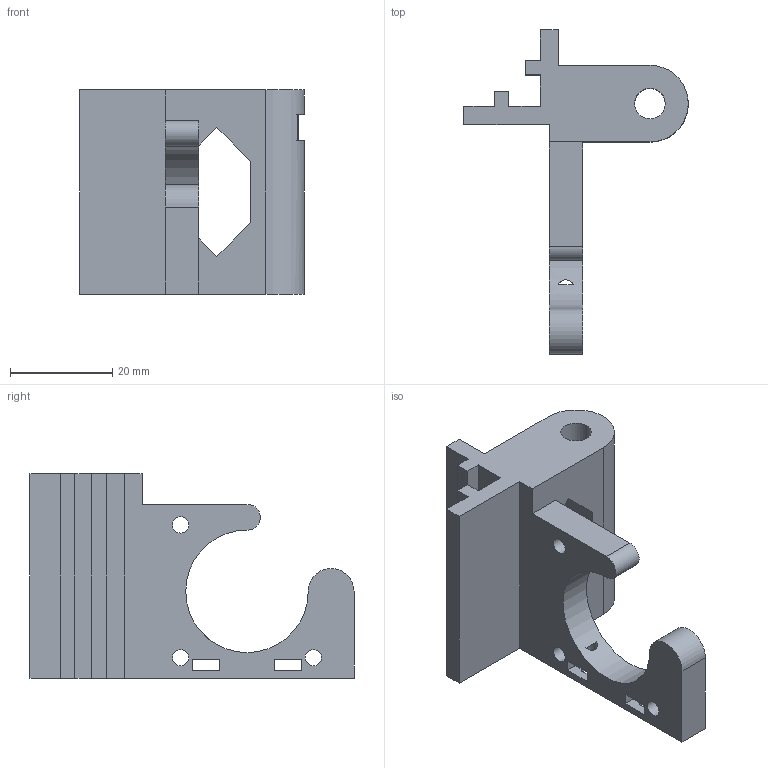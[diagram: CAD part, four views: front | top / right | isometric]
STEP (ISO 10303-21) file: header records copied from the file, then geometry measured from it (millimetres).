
FILE_DESCRIPTION(('FreeCAD Model'),'2;1');
FILE_NAME('x-motor-holder-x1.step','2019-07-05T20:53:47',( 'Author'),(''),'Open CASCADE STEP processor 6.8','FreeCAD','Unknown' );
FILE_SCHEMA(('AUTOMOTIVE_DESIGN_CC2 { 1 2 10303 214 -1 1 5 4 }'));
Length unit declared in the file: millimetre
Products named in the file (2): ASSEMBLY; x-motor-holder
Assembly tree (1 placements, depth 2):
  ASSEMBLY
    x-motor-holder
Bounding box: 43.95 x 63.46 x 40 mm (x, y, z)
Volume: 18523 mm3; surface area: 11042.2 mm2
Topology: 1 solids, 1 shells, 61 faces, 175 edges, 118 vertices
Faces by surface type: plane 46, cylinder 15
Full cylindrical faces by diameter (mm): 3.2 x7, 6 x4
Entity records: 4950 total; most frequent: CARTESIAN_POINT 1426, DIRECTION 638, LINE 435, VECTOR 435, ORIENTED_EDGE 350, PCURVE 350, DEFINITIONAL_REPRESENTATION 350, EDGE_CURVE 175
